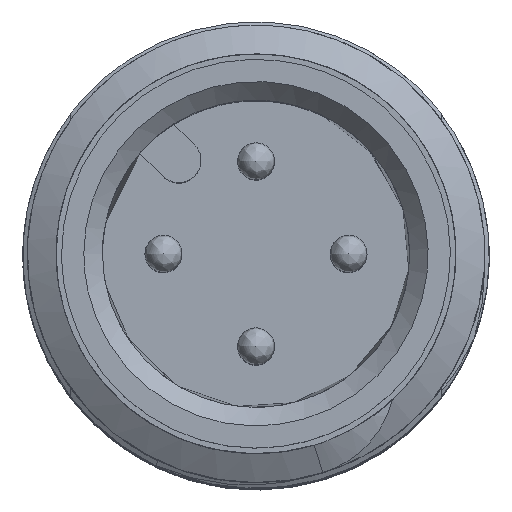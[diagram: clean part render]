
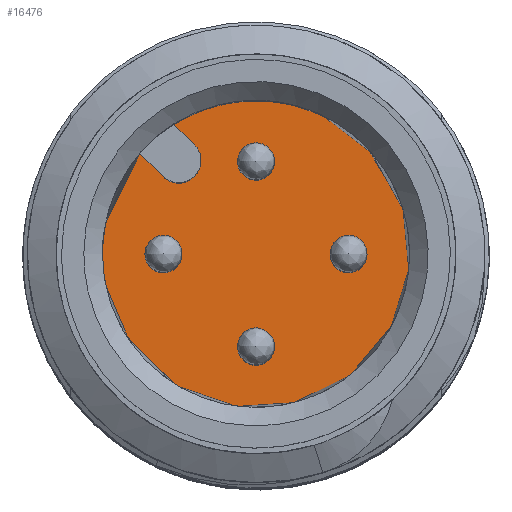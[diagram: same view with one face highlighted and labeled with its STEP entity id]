
A CAD part, top view. The second image highlights one B-rep face of the part: STEP entity #16476.
In plain terms, the highlighted free-form (B-spline) face has degree [1, 1] with [2, 2] control points.
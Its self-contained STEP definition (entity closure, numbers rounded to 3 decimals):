
#16200=CARTESIAN_POINT('',(-2.222,3.505,33.55));
#16201=VERTEX_POINT('',#16200);
#16207=CARTESIAN_POINT('',(-3.134,2.72,33.55));
#16208=VERTEX_POINT('',#16207);
#16209=CARTESIAN_POINT('',(-3.134,2.72,33.55));
#16210=CARTESIAN_POINT('',(-7.358,-2.148,33.55));
#16211=CARTESIAN_POINT('',(-1.179,-3.979,33.55));
#16212=CARTESIAN_POINT('',(5.,-5.81,33.55));
#16213=CARTESIAN_POINT('',(4.11,0.573,33.55));
#16214=CARTESIAN_POINT('',(3.221,6.956,33.55));
#16215=CARTESIAN_POINT('',(-2.222,3.505,33.55));
#16216=(BOUNDED_CURVE()B_SPLINE_CURVE(2,(#16209,#16210,#16211,#16212,#16213,#16214,#16215),.CIRCULAR_ARC.,.F.,.U.)B_SPLINE_CURVE_WITH_KNOTS((3,2,2,3),(0.,0.333,0.667,1.),.UNSPECIFIED.)CURVE()GEOMETRIC_REPRESENTATION_ITEM()RATIONAL_B_SPLINE_CURVE((1.,0.541,1.,0.541,1.,0.541,1.))REPRESENTATION_ITEM(''));
#16217=EDGE_CURVE('',#16208,#16201,#16216,.T.);
#16372=CARTESIAN_POINT('',(-1.662,2.944,33.55));
#16373=VERTEX_POINT('',#16372);
#16374=CARTESIAN_POINT('',(-2.222,3.505,33.55));
#16375=CARTESIAN_POINT('',(-1.662,2.944,33.55));
#16376=B_SPLINE_CURVE_WITH_KNOTS('',1,(#16374,#16375),.POLYLINE_FORM.,.F.,.U.,(2,2),(0.,1.),.UNSPECIFIED.);
#16377=EDGE_CURVE('',#16201,#16373,#16376,.T.);
#16396=CARTESIAN_POINT('',(9.019,7.907,33.55));
#16397=CARTESIAN_POINT('',(9.019,-7.907,33.55));
#16398=CARTESIAN_POINT('',(-6.795,7.907,33.55));
#16399=CARTESIAN_POINT('',(-6.795,-7.907,33.55));
#16400=B_SPLINE_SURFACE_WITH_KNOTS('',1,1,((#16396,#16397),(#16398,#16399)),.PLANE_SURF.,.F.,.F.,.U.,(2,2),(2,2),(0.,1.),(0.,1.),.UNSPECIFIED.);
#16401=ORIENTED_EDGE('',*,*,#16377,.T.);
#16402=CARTESIAN_POINT('',(-2.51,2.096,33.55));
#16403=VERTEX_POINT('',#16402);
#16404=CARTESIAN_POINT('',(-1.662,2.944,33.55));
#16405=CARTESIAN_POINT('',(-1.237,2.52,33.55));
#16406=CARTESIAN_POINT('',(-1.662,2.096,33.55));
#16407=CARTESIAN_POINT('',(-2.086,1.671,33.55));
#16408=CARTESIAN_POINT('',(-2.51,2.096,33.55));
#16409=(BOUNDED_CURVE()B_SPLINE_CURVE(2,(#16404,#16405,#16406,#16407,#16408),.CIRCULAR_ARC.,.F.,.U.)B_SPLINE_CURVE_WITH_KNOTS((3,2,3),(0.,0.5,1.),.UNSPECIFIED.)CURVE()GEOMETRIC_REPRESENTATION_ITEM()RATIONAL_B_SPLINE_CURVE((1.,0.707,1.,0.707,1.))REPRESENTATION_ITEM(''));
#16410=EDGE_CURVE('',#16373,#16403,#16409,.T.);
#16411=ORIENTED_EDGE('',*,*,#16410,.T.);
#16412=CARTESIAN_POINT('',(-2.51,2.096,33.55));
#16413=CARTESIAN_POINT('',(-3.134,2.72,33.55));
#16414=B_SPLINE_CURVE_WITH_KNOTS('',1,(#16412,#16413),.POLYLINE_FORM.,.F.,.U.,(2,2),(0.,1.),.UNSPECIFIED.);
#16415=EDGE_CURVE('',#16403,#16208,#16414,.T.);
#16416=ORIENTED_EDGE('',*,*,#16415,.T.);
#16417=ORIENTED_EDGE('',*,*,#16217,.T.);
#16418=EDGE_LOOP('',(#16401,#16411,#16416,#16417));
#16419=FACE_OUTER_BOUND('',#16418,.T.);
#16420=CARTESIAN_POINT('',(-0.5,2.5,33.55));
#16421=VERTEX_POINT('',#16420);
#16422=CARTESIAN_POINT('',(-0.5,2.5,33.55));
#16423=CARTESIAN_POINT('',(-0.5,3.366,33.55));
#16424=CARTESIAN_POINT('',(0.25,2.933,33.55));
#16425=CARTESIAN_POINT('',(1.,2.5,33.55));
#16426=CARTESIAN_POINT('',(0.25,2.067,33.55));
#16427=CARTESIAN_POINT('',(-0.5,1.634,33.55));
#16428=CARTESIAN_POINT('',(-0.5,2.5,33.55));
#16429=(BOUNDED_CURVE()B_SPLINE_CURVE(2,(#16422,#16423,#16424,#16425,#16426,#16427,#16428),.CIRCULAR_ARC.,.T.,.U.)B_SPLINE_CURVE_WITH_KNOTS((3,2,2,3),(0.,0.333,0.667,1.),.UNSPECIFIED.)CURVE()GEOMETRIC_REPRESENTATION_ITEM()RATIONAL_B_SPLINE_CURVE((1.,0.5,1.,0.5,1.,0.5,1.))REPRESENTATION_ITEM(''));
#16430=EDGE_CURVE('',#16421,#16421,#16429,.T.);
#16431=ORIENTED_EDGE('',*,*,#16430,.T.);
#16432=EDGE_LOOP('',(#16431));
#16433=FACE_BOUND('',#16432,.T.);
#16434=CARTESIAN_POINT('',(-3.,0.,33.55));
#16435=VERTEX_POINT('',#16434);
#16436=CARTESIAN_POINT('',(-3.,0.,33.55));
#16437=CARTESIAN_POINT('',(-3.,0.866,33.55));
#16438=CARTESIAN_POINT('',(-2.25,0.433,33.55));
#16439=CARTESIAN_POINT('',(-1.5,0.,33.55));
#16440=CARTESIAN_POINT('',(-2.25,-0.433,33.55));
#16441=CARTESIAN_POINT('',(-3.,-0.866,33.55));
#16442=CARTESIAN_POINT('',(-3.,0.,33.55));
#16443=(BOUNDED_CURVE()B_SPLINE_CURVE(2,(#16436,#16437,#16438,#16439,#16440,#16441,#16442),.CIRCULAR_ARC.,.T.,.U.)B_SPLINE_CURVE_WITH_KNOTS((3,2,2,3),(0.,0.333,0.667,1.),.UNSPECIFIED.)CURVE()GEOMETRIC_REPRESENTATION_ITEM()RATIONAL_B_SPLINE_CURVE((1.,0.5,1.,0.5,1.,0.5,1.))REPRESENTATION_ITEM(''));
#16444=EDGE_CURVE('',#16435,#16435,#16443,.T.);
#16445=ORIENTED_EDGE('',*,*,#16444,.T.);
#16446=EDGE_LOOP('',(#16445));
#16447=FACE_BOUND('',#16446,.T.);
#16448=CARTESIAN_POINT('',(-0.5,-2.5,33.55));
#16449=VERTEX_POINT('',#16448);
#16450=CARTESIAN_POINT('',(-0.5,-2.5,33.55));
#16451=CARTESIAN_POINT('',(-0.5,-1.634,33.55));
#16452=CARTESIAN_POINT('',(0.25,-2.067,33.55));
#16453=CARTESIAN_POINT('',(1.,-2.5,33.55));
#16454=CARTESIAN_POINT('',(0.25,-2.933,33.55));
#16455=CARTESIAN_POINT('',(-0.5,-3.366,33.55));
#16456=CARTESIAN_POINT('',(-0.5,-2.5,33.55));
#16457=(BOUNDED_CURVE()B_SPLINE_CURVE(2,(#16450,#16451,#16452,#16453,#16454,#16455,#16456),.CIRCULAR_ARC.,.T.,.U.)B_SPLINE_CURVE_WITH_KNOTS((3,2,2,3),(0.,0.333,0.667,1.),.UNSPECIFIED.)CURVE()GEOMETRIC_REPRESENTATION_ITEM()RATIONAL_B_SPLINE_CURVE((1.,0.5,1.,0.5,1.,0.5,1.))REPRESENTATION_ITEM(''));
#16458=EDGE_CURVE('',#16449,#16449,#16457,.T.);
#16459=ORIENTED_EDGE('',*,*,#16458,.T.);
#16460=EDGE_LOOP('',(#16459));
#16461=FACE_BOUND('',#16460,.T.);
#16462=CARTESIAN_POINT('',(2.,0.,33.55));
#16463=VERTEX_POINT('',#16462);
#16464=CARTESIAN_POINT('',(2.,0.,33.55));
#16465=CARTESIAN_POINT('',(2.,0.866,33.55));
#16466=CARTESIAN_POINT('',(2.75,0.433,33.55));
#16467=CARTESIAN_POINT('',(3.5,0.,33.55));
#16468=CARTESIAN_POINT('',(2.75,-0.433,33.55));
#16469=CARTESIAN_POINT('',(2.,-0.866,33.55));
#16470=CARTESIAN_POINT('',(2.,0.,33.55));
#16471=(BOUNDED_CURVE()B_SPLINE_CURVE(2,(#16464,#16465,#16466,#16467,#16468,#16469,#16470),.CIRCULAR_ARC.,.T.,.U.)B_SPLINE_CURVE_WITH_KNOTS((3,2,2,3),(0.,0.333,0.667,1.),.UNSPECIFIED.)CURVE()GEOMETRIC_REPRESENTATION_ITEM()RATIONAL_B_SPLINE_CURVE((1.,0.5,1.,0.5,1.,0.5,1.))REPRESENTATION_ITEM(''));
#16472=EDGE_CURVE('',#16463,#16463,#16471,.T.);
#16473=ORIENTED_EDGE('',*,*,#16472,.T.);
#16474=EDGE_LOOP('',(#16473));
#16475=FACE_BOUND('',#16474,.T.);
#16476=ADVANCED_FACE('',(#16419,#16433,#16447,#16461,#16475),#16400,.T.);
